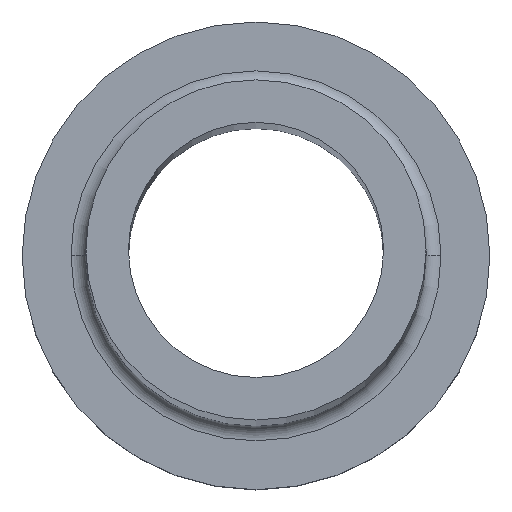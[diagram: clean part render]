
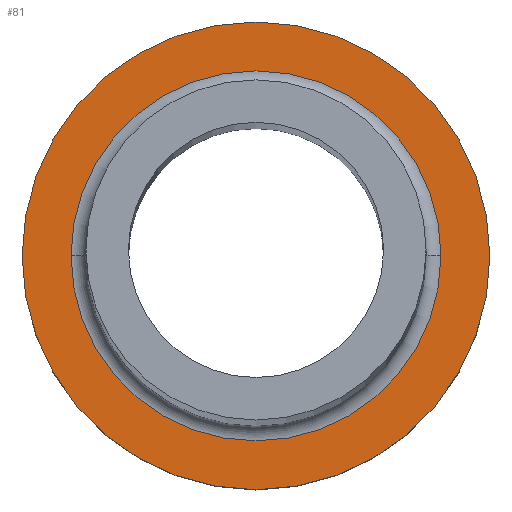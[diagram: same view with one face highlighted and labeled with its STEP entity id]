
A CAD part, top view. The second image highlights one B-rep face of the part: STEP entity #81.
In plain terms, the highlighted planar face has unit normal (0, 0, 1).
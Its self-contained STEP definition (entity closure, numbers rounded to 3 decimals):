
#1 = DIRECTION ( 'NONE',  ( 0., 0., 1. ) ) ;
#47 = CIRCLE ( 'NONE', #249, 8.7 ) ;
#55 = CIRCLE ( 'NONE', #315, 11. ) ;
#62 = FACE_BOUND ( 'NONE', #69, .T. ) ;
#64 = ORIENTED_EDGE ( 'NONE', *, *, #170, .T. ) ;
#69 = EDGE_LOOP ( 'NONE', ( #64, #323 ) ) ;
#81 = ADVANCED_FACE ( 'NONE', ( #62, #116 ), #284, .T. ) ;
#97 = CARTESIAN_POINT ( 'NONE',  ( 0., 0., 7. ) ) ;
#102 = ORIENTED_EDGE ( 'NONE', *, *, #303, .T. ) ;
#116 = FACE_OUTER_BOUND ( 'NONE', #288, .T. ) ;
#119 = VERTEX_POINT ( 'NONE', #281 ) ;
#123 = DIRECTION ( 'NONE',  ( 1., 0., 0. ) ) ;
#126 = DIRECTION ( 'NONE',  ( 1., 0., 0. ) ) ;
#144 = DIRECTION ( 'NONE',  ( 0., 0., -1. ) ) ;
#145 = VERTEX_POINT ( 'NONE', #165 ) ;
#157 = CIRCLE ( 'NONE', #167, 8.7 ) ;
#165 = CARTESIAN_POINT ( 'NONE',  ( -11., 0., 7. ) ) ;
#167 = AXIS2_PLACEMENT_3D ( 'NONE', #177, #359, #123 ) ;
#170 = EDGE_CURVE ( 'NONE', #296, #119, #47, .T. ) ;
#172 = AXIS2_PLACEMENT_3D ( 'NONE', #226, #1, #375 ) ;
#177 = CARTESIAN_POINT ( 'NONE',  ( 0., 0., 7. ) ) ;
#180 = DIRECTION ( 'NONE',  ( 0., 0., 1. ) ) ;
#187 = CARTESIAN_POINT ( 'NONE',  ( 0., 0., 7. ) ) ;
#213 = EDGE_CURVE ( 'NONE', #119, #296, #157, .T. ) ;
#224 = ORIENTED_EDGE ( 'NONE', *, *, #250, .T. ) ;
#226 = CARTESIAN_POINT ( 'NONE',  ( 0., 0., 7. ) ) ;
#246 = DIRECTION ( 'NONE',  ( 0., 0., 1. ) ) ;
#249 = AXIS2_PLACEMENT_3D ( 'NONE', #97, #144, #126 ) ;
#250 = EDGE_CURVE ( 'NONE', #354, #145, #55, .T. ) ;
#281 = CARTESIAN_POINT ( 'NONE',  ( -8.7, 0., 7. ) ) ;
#284 = PLANE ( 'NONE',  #172 ) ;
#288 = EDGE_LOOP ( 'NONE', ( #102, #224 ) ) ;
#296 = VERTEX_POINT ( 'NONE', #339 ) ;
#302 = DIRECTION ( 'NONE',  ( 1., 0., 0. ) ) ;
#303 = EDGE_CURVE ( 'NONE', #145, #354, #379, .T. ) ;
#308 = DIRECTION ( 'NONE',  ( 1., 0., 0. ) ) ;
#315 = AXIS2_PLACEMENT_3D ( 'NONE', #333, #180, #302 ) ;
#323 = ORIENTED_EDGE ( 'NONE', *, *, #213, .T. ) ;
#333 = CARTESIAN_POINT ( 'NONE',  ( 0., 0., 7. ) ) ;
#339 = CARTESIAN_POINT ( 'NONE',  ( 8.7, 0., 7. ) ) ;
#347 = AXIS2_PLACEMENT_3D ( 'NONE', #187, #246, #308 ) ;
#354 = VERTEX_POINT ( 'NONE', #369 ) ;
#359 = DIRECTION ( 'NONE',  ( 0., 0., -1. ) ) ;
#369 = CARTESIAN_POINT ( 'NONE',  ( 11., 0., 7. ) ) ;
#375 = DIRECTION ( 'NONE',  ( 1., 0., 0. ) ) ;
#379 = CIRCLE ( 'NONE', #347, 11. ) ;
